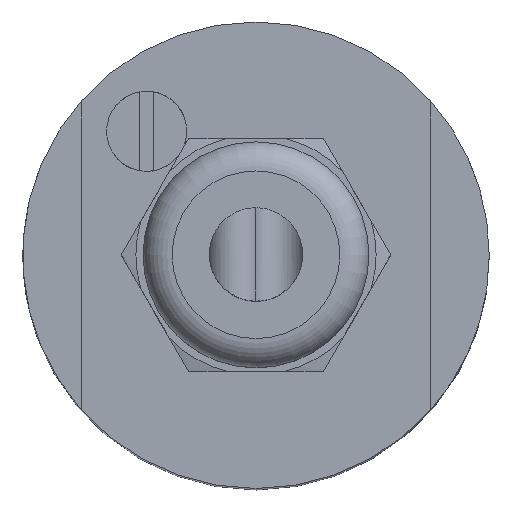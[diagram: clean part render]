
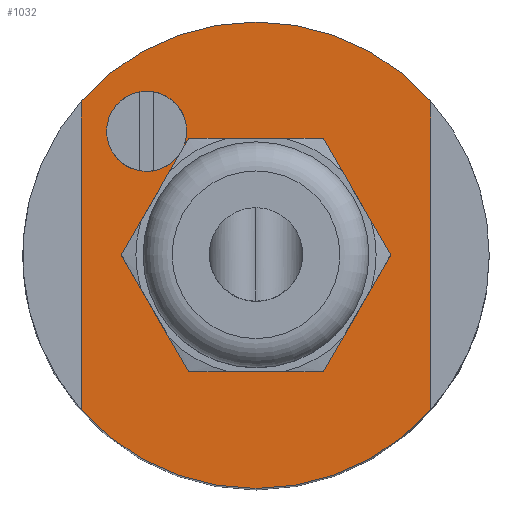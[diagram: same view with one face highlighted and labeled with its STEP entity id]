
A CAD part, top view. The second image highlights one B-rep face of the part: STEP entity #1032.
In plain terms, the highlighted planar face has unit normal (0, 0, 1).
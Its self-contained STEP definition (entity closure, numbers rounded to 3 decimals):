
#84=FACE_BOUND('',#152,.T.);
#91=FACE_OUTER_BOUND('',#151,.T.);
#151=EDGE_LOOP('',(#641,#642,#643,#644));
#152=EDGE_LOOP('',(#645,#646,#647,#648,#649,#650,#651,#652,#653));
#218=CIRCLE('',#1113,16.);
#219=CIRCLE('',#1114,16.);
#220=CIRCLE('',#1115,2.75);
#221=CIRCLE('',#1116,2.75);
#264=LINE('',#1500,#328);
#265=LINE('',#1504,#329);
#266=LINE('',#1508,#330);
#267=LINE('',#1514,#331);
#268=LINE('',#1516,#332);
#269=LINE('',#1518,#333);
#270=LINE('',#1520,#334);
#271=LINE('',#1522,#335);
#272=LINE('',#1523,#336);
#328=VECTOR('',#1222,10.);
#329=VECTOR('',#1225,10.);
#330=VECTOR('',#1228,10.);
#331=VECTOR('',#1233,10.);
#332=VECTOR('',#1234,10.);
#333=VECTOR('',#1235,10.);
#334=VECTOR('',#1236,10.);
#335=VECTOR('',#1237,10.);
#336=VECTOR('',#1238,10.);
#392=VERTEX_POINT('',#1498);
#393=VERTEX_POINT('',#1499);
#394=VERTEX_POINT('',#1501);
#395=VERTEX_POINT('',#1503);
#396=VERTEX_POINT('',#1506);
#397=VERTEX_POINT('',#1507);
#398=VERTEX_POINT('',#1509);
#399=VERTEX_POINT('',#1511);
#400=VERTEX_POINT('',#1513);
#401=VERTEX_POINT('',#1515);
#402=VERTEX_POINT('',#1517);
#403=VERTEX_POINT('',#1519);
#404=VERTEX_POINT('',#1521);
#491=EDGE_CURVE('',#392,#393,#264,.T.);
#492=EDGE_CURVE('',#394,#393,#218,.T.);
#493=EDGE_CURVE('',#394,#395,#265,.T.);
#494=EDGE_CURVE('',#392,#395,#219,.T.);
#495=EDGE_CURVE('',#396,#397,#266,.T.);
#496=EDGE_CURVE('',#397,#398,#220,.T.);
#497=EDGE_CURVE('',#398,#399,#221,.T.);
#498=EDGE_CURVE('',#399,#400,#267,.T.);
#499=EDGE_CURVE('',#400,#401,#268,.T.);
#500=EDGE_CURVE('',#401,#402,#269,.T.);
#501=EDGE_CURVE('',#402,#403,#270,.T.);
#502=EDGE_CURVE('',#403,#404,#271,.T.);
#503=EDGE_CURVE('',#404,#396,#272,.T.);
#641=ORIENTED_EDGE('',*,*,#491,.T.);
#642=ORIENTED_EDGE('',*,*,#492,.F.);
#643=ORIENTED_EDGE('',*,*,#493,.T.);
#644=ORIENTED_EDGE('',*,*,#494,.F.);
#645=ORIENTED_EDGE('',*,*,#495,.T.);
#646=ORIENTED_EDGE('',*,*,#496,.T.);
#647=ORIENTED_EDGE('',*,*,#497,.T.);
#648=ORIENTED_EDGE('',*,*,#498,.T.);
#649=ORIENTED_EDGE('',*,*,#499,.T.);
#650=ORIENTED_EDGE('',*,*,#500,.T.);
#651=ORIENTED_EDGE('',*,*,#501,.T.);
#652=ORIENTED_EDGE('',*,*,#502,.T.);
#653=ORIENTED_EDGE('',*,*,#503,.T.);
#941=PLANE('',#1112);
#1032=ADVANCED_FACE('',(#91,#84),#941,.F.);
#1112=AXIS2_PLACEMENT_3D('',#1497,#1220,#1221);
#1113=AXIS2_PLACEMENT_3D('',#1502,#1223,#1224);
#1114=AXIS2_PLACEMENT_3D('',#1505,#1226,#1227);
#1115=AXIS2_PLACEMENT_3D('',#1510,#1229,#1230);
#1116=AXIS2_PLACEMENT_3D('',#1512,#1231,#1232);
#1220=DIRECTION('center_axis',(0.,0.,-1.));
#1221=DIRECTION('ref_axis',(-1.,0.,0.));
#1222=DIRECTION('',(0.,-1.,0.));
#1223=DIRECTION('center_axis',(0.,0.,-1.));
#1224=DIRECTION('ref_axis',(-1.,0.,0.));
#1225=DIRECTION('',(0.,1.,0.));
#1226=DIRECTION('center_axis',(0.,0.,-1.));
#1227=DIRECTION('ref_axis',(-1.,0.,0.));
#1228=DIRECTION('',(0.5,0.866,0.));
#1229=DIRECTION('center_axis',(0.,0.,-1.));
#1230=DIRECTION('ref_axis',(1.,0.,0.));
#1231=DIRECTION('center_axis',(0.,0.,-1.));
#1232=DIRECTION('ref_axis',(1.,0.,0.));
#1233=DIRECTION('',(0.5,0.866,0.));
#1234=DIRECTION('',(1.,0.,0.));
#1235=DIRECTION('',(0.5,-0.866,0.));
#1236=DIRECTION('',(-0.5,-0.866,0.));
#1237=DIRECTION('',(-1.,0.,0.));
#1238=DIRECTION('',(-0.5,0.866,0.));
#1497=CARTESIAN_POINT('Origin',(0.,0.,60.));
#1498=CARTESIAN_POINT('',(-12.,10.583,60.));
#1499=CARTESIAN_POINT('',(-12.,-10.583,60.));
#1500=CARTESIAN_POINT('',(-12.,-5.292,60.));
#1501=CARTESIAN_POINT('',(12.,-10.583,60.));
#1502=CARTESIAN_POINT('Origin',(0.,0.,60.));
#1503=CARTESIAN_POINT('',(12.,10.583,60.));
#1504=CARTESIAN_POINT('',(12.,5.292,60.));
#1505=CARTESIAN_POINT('Origin',(0.,0.,60.));
#1506=CARTESIAN_POINT('',(-9.238,0.,60.));
#1507=CARTESIAN_POINT('',(-5.204,6.987,60.));
#1508=CARTESIAN_POINT('',(-8.083,2.,60.));
#1509=CARTESIAN_POINT('',(-10.25,8.5,60.));
#1510=CARTESIAN_POINT('Origin',(-7.5,8.5,60.));
#1511=CARTESIAN_POINT('',(-5.041,7.268,60.));
#1512=CARTESIAN_POINT('Origin',(-7.5,8.5,60.));
#1513=CARTESIAN_POINT('',(-4.619,8.,60.));
#1514=CARTESIAN_POINT('',(-8.083,2.,60.));
#1515=CARTESIAN_POINT('',(4.619,8.,60.));
#1516=CARTESIAN_POINT('',(-2.309,8.,60.));
#1517=CARTESIAN_POINT('',(9.238,0.,60.));
#1518=CARTESIAN_POINT('',(5.774,6.,60.));
#1519=CARTESIAN_POINT('',(4.619,-8.,60.));
#1520=CARTESIAN_POINT('',(8.083,-2.,60.));
#1521=CARTESIAN_POINT('',(-4.619,-8.,60.));
#1522=CARTESIAN_POINT('',(2.309,-8.,60.));
#1523=CARTESIAN_POINT('',(-5.774,-6.,60.));
